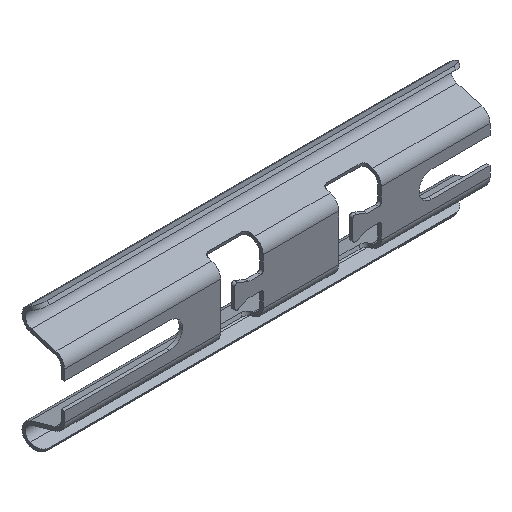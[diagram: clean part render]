
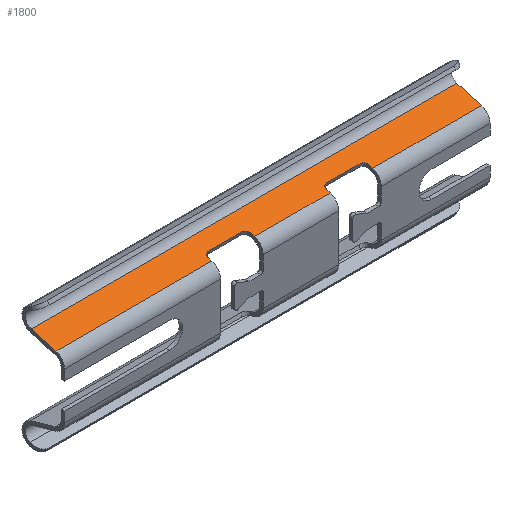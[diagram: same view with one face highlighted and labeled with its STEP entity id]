
A CAD part, isometric view. The second image highlights one B-rep face of the part: STEP entity #1800.
In plain terms, the highlighted planar face has unit normal (0, -0.275, 0.961).
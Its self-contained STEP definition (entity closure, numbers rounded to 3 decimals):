
#47 = VERTEX_POINT ( 'NONE', #3095 ) ;
#62 = CARTESIAN_POINT ( 'NONE',  ( 132., 3.577, 15.085 ) ) ;
#64 = VECTOR ( 'NONE', #1993, 1000. ) ;
#91 = EDGE_CURVE ( 'NONE', #2860, #47, #3362, .T. ) ;
#96 = CARTESIAN_POINT ( 'NONE',  ( 118., 5.5, 15.635 ) ) ;
#129 = EDGE_CURVE ( 'NONE', #1528, #490, #1535, .T. ) ;
#151 = CARTESIAN_POINT ( 'NONE',  ( 84., 2.124, 14.668 ) ) ;
#234 = CIRCLE ( 'NONE', #1072, 2. ) ;
#238 = EDGE_CURVE ( 'NONE', #2719, #571, #1812, .T. ) ;
#245 = DIRECTION ( 'NONE',  ( 0., -0.961, -0.275 ) ) ;
#333 = EDGE_LOOP ( 'NONE', ( #1428, #3375, #1270, #2701, #440, #2344, #3208, #1146, #2631, #678, #3041, #1763, #1348, #1365, #1987, #1437 ) ) ;
#362 = VECTOR ( 'NONE', #3309, 1000. ) ;
#405 = VECTOR ( 'NONE', #2033, 1000. ) ;
#423 = CARTESIAN_POINT ( 'NONE',  ( 132., 5.5, 15.635 ) ) ;
#440 = ORIENTED_EDGE ( 'NONE', *, *, #1150, .T. ) ;
#448 = EDGE_CURVE ( 'NONE', #3403, #2860, #3320, .T. ) ;
#476 = CARTESIAN_POINT ( 'NONE',  ( 0., 2.124, 14.668 ) ) ;
#490 = VERTEX_POINT ( 'NONE', #985 ) ;
#530 = VECTOR ( 'NONE', #729, 1000. ) ;
#546 = CARTESIAN_POINT ( 'NONE',  ( 116., 3.577, 15.085 ) ) ;
#564 = CARTESIAN_POINT ( 'NONE',  ( 68., 5.5, 15.635 ) ) ;
#566 = VECTOR ( 'NONE', #3232, 1000. ) ;
#569 = DIRECTION ( 'NONE',  ( 0., -0.961, -0.275 ) ) ;
#571 = VERTEX_POINT ( 'NONE', #564 ) ;
#597 = CARTESIAN_POINT ( 'NONE',  ( 116., 2.124, 14.668 ) ) ;
#653 = DIRECTION ( 'NONE',  ( 0., -0.961, -0.275 ) ) ;
#678 = ORIENTED_EDGE ( 'NONE', *, *, #448, .F. ) ;
#729 = DIRECTION ( 'NONE',  ( -1., 0., 0. ) ) ;
#776 = CARTESIAN_POINT ( 'NONE',  ( 134., 3.577, 15.085 ) ) ;
#887 = DIRECTION ( 'NONE',  ( 0., -0.961, -0.275 ) ) ;
#919 = CIRCLE ( 'NONE', #1688, 2. ) ;
#926 = DIRECTION ( 'NONE',  ( 0., -0.275, 0.961 ) ) ;
#985 = CARTESIAN_POINT ( 'NONE',  ( 180., 12.485, 17.635 ) ) ;
#1072 = AXIS2_PLACEMENT_3D ( 'NONE', #3253, #2212, #653 ) ;
#1088 = DIRECTION ( 'NONE',  ( 0., 0.275, -0.961 ) ) ;
#1099 = VECTOR ( 'NONE', #1550, 1000. ) ;
#1141 = DIRECTION ( 'NONE',  ( 0., 0.275, -0.961 ) ) ;
#1146 = ORIENTED_EDGE ( 'NONE', *, *, #1495, .T. ) ;
#1150 = EDGE_CURVE ( 'NONE', #3118, #2544, #2641, .T. ) ;
#1157 = CARTESIAN_POINT ( 'NONE',  ( 84., 2.124, 14.668 ) ) ;
#1181 = DIRECTION ( 'NONE',  ( 0., -0.961, -0.275 ) ) ;
#1188 = VECTOR ( 'NONE', #2892, 1000. ) ;
#1270 = ORIENTED_EDGE ( 'NONE', *, *, #3161, .T. ) ;
#1271 = LINE ( 'NONE', #2067, #405 ) ;
#1287 = CIRCLE ( 'NONE', #1341, 2. ) ;
#1301 = CARTESIAN_POINT ( 'NONE',  ( 134., 2.124, 14.668 ) ) ;
#1307 = VERTEX_POINT ( 'NONE', #2186 ) ;
#1313 = VERTEX_POINT ( 'NONE', #546 ) ;
#1341 = AXIS2_PLACEMENT_3D ( 'NONE', #3355, #3385, #2574 ) ;
#1348 = ORIENTED_EDGE ( 'NONE', *, *, #3330, .T. ) ;
#1361 = EDGE_CURVE ( 'NONE', #1307, #2199, #2481, .T. ) ;
#1365 = ORIENTED_EDGE ( 'NONE', *, *, #2885, .T. ) ;
#1394 = CARTESIAN_POINT ( 'NONE',  ( 66., 3.577, 15.085 ) ) ;
#1428 = ORIENTED_EDGE ( 'NONE', *, *, #2879, .T. ) ;
#1434 = CARTESIAN_POINT ( 'NONE',  ( 66., 2.124, 14.668 ) ) ;
#1437 = ORIENTED_EDGE ( 'NONE', *, *, #1615, .F. ) ;
#1495 = EDGE_CURVE ( 'NONE', #490, #47, #2238, .T. ) ;
#1528 = VERTEX_POINT ( 'NONE', #3396 ) ;
#1535 = LINE ( 'NONE', #1895, #3086 ) ;
#1550 = DIRECTION ( 'NONE',  ( 0., 0.961, 0.275 ) ) ;
#1593 = AXIS2_PLACEMENT_3D ( 'NONE', #2407, #1088, #569 ) ;
#1615 = EDGE_CURVE ( 'NONE', #1803, #2199, #2041, .T. ) ;
#1662 = LINE ( 'NONE', #1434, #2336 ) ;
#1684 = CARTESIAN_POINT ( 'NONE',  ( 180., 2.124, 14.668 ) ) ;
#1688 = AXIS2_PLACEMENT_3D ( 'NONE', #62, #1141, #887 ) ;
#1696 = VERTEX_POINT ( 'NONE', #2665 ) ;
#1731 = CARTESIAN_POINT ( 'NONE',  ( 66., 2.124, 14.668 ) ) ;
#1755 = EDGE_CURVE ( 'NONE', #1992, #3118, #919, .T. ) ;
#1758 = VECTOR ( 'NONE', #2330, 1000. ) ;
#1763 = ORIENTED_EDGE ( 'NONE', *, *, #238, .T. ) ;
#1783 = DIRECTION ( 'NONE',  ( 1., 0., 0. ) ) ;
#1800 = ADVANCED_FACE ( 'NONE', ( #1977 ), #3297, .T. ) ;
#1803 = VERTEX_POINT ( 'NONE', #597 ) ;
#1812 = CIRCLE ( 'NONE', #1593, 2. ) ;
#1834 = VECTOR ( 'NONE', #1783, 1000. ) ;
#1895 = CARTESIAN_POINT ( 'NONE',  ( 180., 2.124, 14.668 ) ) ;
#1972 = CARTESIAN_POINT ( 'NONE',  ( 180., 12.485, 17.635 ) ) ;
#1976 = DIRECTION ( 'NONE',  ( 0., 0.961, 0.275 ) ) ;
#1977 = FACE_OUTER_BOUND ( 'NONE', #333, .T. ) ;
#1987 = ORIENTED_EDGE ( 'NONE', *, *, #1361, .T. ) ;
#1992 = VERTEX_POINT ( 'NONE', #423 ) ;
#1993 = DIRECTION ( 'NONE',  ( -1., 0., 0. ) ) ;
#2033 = DIRECTION ( 'NONE',  ( 0., 0.961, 0.275 ) ) ;
#2041 = LINE ( 'NONE', #3098, #530 ) ;
#2044 = CARTESIAN_POINT ( 'NONE',  ( 180., 5.5, 15.635 ) ) ;
#2067 = CARTESIAN_POINT ( 'NONE',  ( 116., 2.124, 14.668 ) ) ;
#2136 = AXIS2_PLACEMENT_3D ( 'NONE', #1684, #926, #1181 ) ;
#2143 = DIRECTION ( 'NONE',  ( 0., 0.961, 0.275 ) ) ;
#2186 = CARTESIAN_POINT ( 'NONE',  ( 84., 3.577, 15.085 ) ) ;
#2193 = VERTEX_POINT ( 'NONE', #96 ) ;
#2199 = VERTEX_POINT ( 'NONE', #1157 ) ;
#2212 = DIRECTION ( 'NONE',  ( 0., 0.275, -0.961 ) ) ;
#2238 = LINE ( 'NONE', #1972, #1188 ) ;
#2330 = DIRECTION ( 'NONE',  ( -1., 0., 0. ) ) ;
#2336 = VECTOR ( 'NONE', #1976, 1000. ) ;
#2344 = ORIENTED_EDGE ( 'NONE', *, *, #3310, .F. ) ;
#2407 = CARTESIAN_POINT ( 'NONE',  ( 68., 3.577, 15.085 ) ) ;
#2481 = LINE ( 'NONE', #151, #362 ) ;
#2533 = LINE ( 'NONE', #2044, #1834 ) ;
#2544 = VERTEX_POINT ( 'NONE', #3184 ) ;
#2557 = CARTESIAN_POINT ( 'NONE',  ( 180., 2.124, 14.668 ) ) ;
#2566 = CARTESIAN_POINT ( 'NONE',  ( 180., 2.124, 14.668 ) ) ;
#2574 = DIRECTION ( 'NONE',  ( 0., -0.961, -0.275 ) ) ;
#2631 = ORIENTED_EDGE ( 'NONE', *, *, #91, .F. ) ;
#2640 = EDGE_CURVE ( 'NONE', #1313, #2193, #234, .T. ) ;
#2641 = LINE ( 'NONE', #1301, #2954 ) ;
#2665 = CARTESIAN_POINT ( 'NONE',  ( 82., 5.5, 15.635 ) ) ;
#2701 = ORIENTED_EDGE ( 'NONE', *, *, #1755, .T. ) ;
#2719 = VERTEX_POINT ( 'NONE', #1394 ) ;
#2726 = CARTESIAN_POINT ( 'NONE',  ( 180., 5.5, 15.635 ) ) ;
#2746 = LINE ( 'NONE', #2726, #566 ) ;
#2857 = CARTESIAN_POINT ( 'NONE',  ( 0., 2.124, 14.668 ) ) ;
#2860 = VERTEX_POINT ( 'NONE', #476 ) ;
#2879 = EDGE_CURVE ( 'NONE', #1803, #1313, #1271, .T. ) ;
#2885 = EDGE_CURVE ( 'NONE', #1696, #1307, #1287, .T. ) ;
#2892 = DIRECTION ( 'NONE',  ( -1., 0., 0. ) ) ;
#2954 = VECTOR ( 'NONE', #245, 1000. ) ;
#3041 = ORIENTED_EDGE ( 'NONE', *, *, #3240, .T. ) ;
#3046 = LINE ( 'NONE', #2566, #64 ) ;
#3086 = VECTOR ( 'NONE', #2143, 1000. ) ;
#3095 = CARTESIAN_POINT ( 'NONE',  ( 0., 12.485, 17.635 ) ) ;
#3098 = CARTESIAN_POINT ( 'NONE',  ( 180., 2.124, 14.668 ) ) ;
#3118 = VERTEX_POINT ( 'NONE', #776 ) ;
#3161 = EDGE_CURVE ( 'NONE', #2193, #1992, #2746, .T. ) ;
#3184 = CARTESIAN_POINT ( 'NONE',  ( 134., 2.124, 14.668 ) ) ;
#3208 = ORIENTED_EDGE ( 'NONE', *, *, #129, .T. ) ;
#3232 = DIRECTION ( 'NONE',  ( 1., 0., 0. ) ) ;
#3240 = EDGE_CURVE ( 'NONE', #3403, #2719, #1662, .T. ) ;
#3253 = CARTESIAN_POINT ( 'NONE',  ( 118., 3.577, 15.085 ) ) ;
#3297 = PLANE ( 'NONE',  #2136 ) ;
#3309 = DIRECTION ( 'NONE',  ( 0., -0.961, -0.275 ) ) ;
#3310 = EDGE_CURVE ( 'NONE', #1528, #2544, #3046, .T. ) ;
#3320 = LINE ( 'NONE', #2557, #1758 ) ;
#3330 = EDGE_CURVE ( 'NONE', #571, #1696, #2533, .T. ) ;
#3355 = CARTESIAN_POINT ( 'NONE',  ( 82., 3.577, 15.085 ) ) ;
#3362 = LINE ( 'NONE', #2857, #1099 ) ;
#3375 = ORIENTED_EDGE ( 'NONE', *, *, #2640, .T. ) ;
#3385 = DIRECTION ( 'NONE',  ( 0., 0.275, -0.961 ) ) ;
#3396 = CARTESIAN_POINT ( 'NONE',  ( 180., 2.124, 14.668 ) ) ;
#3403 = VERTEX_POINT ( 'NONE', #1731 ) ;
